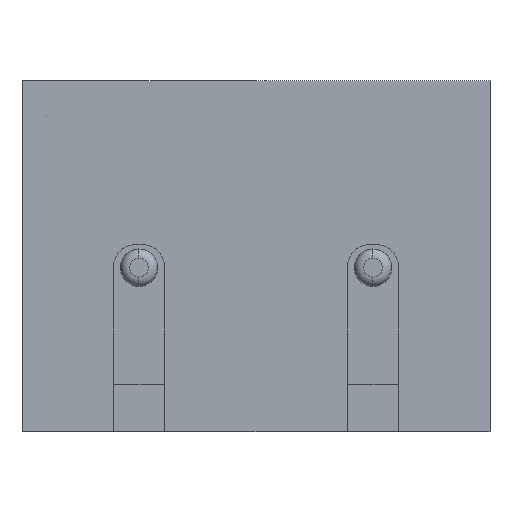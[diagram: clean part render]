
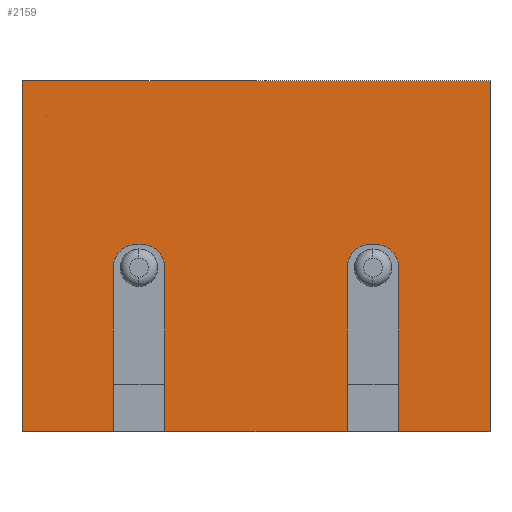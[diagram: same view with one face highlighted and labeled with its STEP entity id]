
A CAD part, front view. The second image highlights one B-rep face of the part: STEP entity #2159.
In plain terms, the highlighted planar face has unit normal (0, -1, 0).
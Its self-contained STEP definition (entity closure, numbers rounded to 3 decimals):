
#16 = CARTESIAN_POINT ( 'NONE',  ( 0., 0., -7.5 ) ) ;
#61 = DIRECTION ( 'NONE',  ( 0., 0., -1. ) ) ;
#78 = EDGE_CURVE ( 'NONE', #2374, #252, #2924, .T. ) ;
#114 = DIRECTION ( 'NONE',  ( 1., 0., 0. ) ) ;
#144 = CARTESIAN_POINT ( 'NONE',  ( 6.95, 0., -3.5 ) ) ;
#176 = CARTESIAN_POINT ( 'NONE',  ( 10., 0., 0. ) ) ;
#196 = ORIENTED_EDGE ( 'NONE', *, *, #1765, .F. ) ;
#197 = DIRECTION ( 'NONE',  ( 0., 0., 1. ) ) ;
#240 = DIRECTION ( 'NONE',  ( -1., 0., 0. ) ) ;
#252 = VERTEX_POINT ( 'NONE', #2853 ) ;
#282 = CARTESIAN_POINT ( 'NONE',  ( 2.45, 0., -4. ) ) ;
#283 = CARTESIAN_POINT ( 'NONE',  ( 8.05, 0., -7.5 ) ) ;
#298 = VECTOR ( 'NONE', #61, 1000. ) ;
#303 = LINE ( 'NONE', #2414, #1188 ) ;
#319 = CARTESIAN_POINT ( 'NONE',  ( 2.45, 0., -3.5 ) ) ;
#346 = DIRECTION ( 'NONE',  ( -1., 0., 0. ) ) ;
#384 = CARTESIAN_POINT ( 'NONE',  ( 3.05, 0., -3.5 ) ) ;
#423 = CARTESIAN_POINT ( 'NONE',  ( 1.95, 0., -3.5 ) ) ;
#428 = VECTOR ( 'NONE', #467, 1000. ) ;
#467 = DIRECTION ( 'NONE',  ( 0., 0., -1. ) ) ;
#502 = DIRECTION ( 'NONE',  ( -1., 0., 0. ) ) ;
#531 = ORIENTED_EDGE ( 'NONE', *, *, #3226, .F. ) ;
#540 = CARTESIAN_POINT ( 'NONE',  ( 7.45, 0., -3.5 ) ) ;
#631 = DIRECTION ( 'NONE',  ( 0., 0., 1. ) ) ;
#651 = ORIENTED_EDGE ( 'NONE', *, *, #2542, .T. ) ;
#657 = VECTOR ( 'NONE', #1392, 1000. ) ;
#699 = LINE ( 'NONE', #384, #2332 ) ;
#717 = PLANE ( 'NONE',  #2156 ) ;
#820 = VERTEX_POINT ( 'NONE', #3513 ) ;
#943 = CARTESIAN_POINT ( 'NONE',  ( 10., 0., 0. ) ) ;
#966 = ORIENTED_EDGE ( 'NONE', *, *, #3206, .T. ) ;
#1099 = ORIENTED_EDGE ( 'NONE', *, *, #1824, .T. ) ;
#1100 = VECTOR ( 'NONE', #240, 1000. ) ;
#1116 = FACE_OUTER_BOUND ( 'NONE', #1947, .T. ) ;
#1188 = VECTOR ( 'NONE', #2679, 1000. ) ;
#1203 = DIRECTION ( 'NONE',  ( 0., 0., -1. ) ) ;
#1212 = CARTESIAN_POINT ( 'NONE',  ( 10., 0., 0. ) ) ;
#1234 = ORIENTED_EDGE ( 'NONE', *, *, #78, .T. ) ;
#1282 = EDGE_CURVE ( 'NONE', #3304, #2631, #3305, .T. ) ;
#1285 = CARTESIAN_POINT ( 'NONE',  ( 7.45, 0., -4. ) ) ;
#1300 = AXIS2_PLACEMENT_3D ( 'NONE', #282, #1861, #1938 ) ;
#1301 = CARTESIAN_POINT ( 'NONE',  ( 2.55, 0., -3.5 ) ) ;
#1305 = DIRECTION ( 'NONE',  ( 0., 0., -1. ) ) ;
#1306 = LINE ( 'NONE', #2171, #657 ) ;
#1308 = VERTEX_POINT ( 'NONE', #2471 ) ;
#1329 = AXIS2_PLACEMENT_3D ( 'NONE', #1708, #2789, #631 ) ;
#1391 = CARTESIAN_POINT ( 'NONE',  ( 7.55, 0., -4. ) ) ;
#1392 = DIRECTION ( 'NONE',  ( 0., 0., -1. ) ) ;
#1478 = LINE ( 'NONE', #2310, #298 ) ;
#1497 = VECTOR ( 'NONE', #502, 1000. ) ;
#1598 = CARTESIAN_POINT ( 'NONE',  ( 8.05, 0., -4. ) ) ;
#1628 = LINE ( 'NONE', #176, #428 ) ;
#1647 = EDGE_CURVE ( 'NONE', #2088, #2738, #2676, .T. ) ;
#1708 = CARTESIAN_POINT ( 'NONE',  ( 2.55, 0., -4. ) ) ;
#1765 = EDGE_CURVE ( 'NONE', #2334, #2388, #3186, .T. ) ;
#1824 = EDGE_CURVE ( 'NONE', #3064, #3266, #3232, .T. ) ;
#1859 = ORIENTED_EDGE ( 'NONE', *, *, #3070, .T. ) ;
#1861 = DIRECTION ( 'NONE',  ( 0., 1., 0. ) ) ;
#1892 = VERTEX_POINT ( 'NONE', #540 ) ;
#1898 = CARTESIAN_POINT ( 'NONE',  ( 10., 0., -7.5 ) ) ;
#1938 = DIRECTION ( 'NONE',  ( 0., 0., 1. ) ) ;
#1941 = DIRECTION ( 'NONE',  ( 0., 1., 0. ) ) ;
#1947 = EDGE_LOOP ( 'NONE', ( #531, #966, #1859, #1099, #651, #2377, #2494, #2735, #2844, #2206, #3207, #3457, #3044, #1234, #2694, #196 ) ) ;
#1978 = AXIS2_PLACEMENT_3D ( 'NONE', #1285, #3178, #197 ) ;
#1994 = CARTESIAN_POINT ( 'NONE',  ( 0., 0., 0. ) ) ;
#2020 = VECTOR ( 'NONE', #114, 1000. ) ;
#2088 = VERTEX_POINT ( 'NONE', #1212 ) ;
#2102 = EDGE_CURVE ( 'NONE', #820, #2752, #2989, .T. ) ;
#2138 = VECTOR ( 'NONE', #1305, 1000. ) ;
#2156 = AXIS2_PLACEMENT_3D ( 'NONE', #943, #2625, #2369 ) ;
#2159 = ADVANCED_FACE ( 'NONE', ( #1116 ), #717, .F. ) ;
#2171 = CARTESIAN_POINT ( 'NONE',  ( 0., 0., 0. ) ) ;
#2206 = ORIENTED_EDGE ( 'NONE', *, *, #2916, .F. ) ;
#2310 = CARTESIAN_POINT ( 'NONE',  ( 3.05, 0., -3.5 ) ) ;
#2332 = VECTOR ( 'NONE', #346, 1000. ) ;
#2334 = VERTEX_POINT ( 'NONE', #3176 ) ;
#2368 = CIRCLE ( 'NONE', #1978, 0.5 ) ;
#2369 = DIRECTION ( 'NONE',  ( 0., 0., 1. ) ) ;
#2374 = VERTEX_POINT ( 'NONE', #1301 ) ;
#2377 = ORIENTED_EDGE ( 'NONE', *, *, #1282, .F. ) ;
#2388 = VERTEX_POINT ( 'NONE', #3184 ) ;
#2404 = CARTESIAN_POINT ( 'NONE',  ( 10., 0., -7.5 ) ) ;
#2414 = CARTESIAN_POINT ( 'NONE',  ( 8.05, 0., -3.5 ) ) ;
#2471 = CARTESIAN_POINT ( 'NONE',  ( 6.95, 0., -4. ) ) ;
#2487 = CIRCLE ( 'NONE', #1300, 0.5 ) ;
#2494 = ORIENTED_EDGE ( 'NONE', *, *, #3212, .F. ) ;
#2498 = LINE ( 'NONE', #2717, #3042 ) ;
#2542 = EDGE_CURVE ( 'NONE', #3266, #2631, #303, .T. ) ;
#2559 = AXIS2_PLACEMENT_3D ( 'NONE', #1391, #1941, #3535 ) ;
#2589 = VERTEX_POINT ( 'NONE', #16 ) ;
#2602 = VECTOR ( 'NONE', #3514, 1000. ) ;
#2625 = DIRECTION ( 'NONE',  ( 0., 1., 0. ) ) ;
#2631 = VERTEX_POINT ( 'NONE', #283 ) ;
#2642 = CARTESIAN_POINT ( 'NONE',  ( 6.95, 0., -3.5 ) ) ;
#2665 = CARTESIAN_POINT ( 'NONE',  ( 10., 0., -7.5 ) ) ;
#2676 = LINE ( 'NONE', #2966, #1497 ) ;
#2679 = DIRECTION ( 'NONE',  ( 0., 0., -1. ) ) ;
#2694 = ORIENTED_EDGE ( 'NONE', *, *, #2816, .T. ) ;
#2717 = CARTESIAN_POINT ( 'NONE',  ( 10., 0., -7.5 ) ) ;
#2735 = ORIENTED_EDGE ( 'NONE', *, *, #1647, .T. ) ;
#2738 = VERTEX_POINT ( 'NONE', #1994 ) ;
#2752 = VERTEX_POINT ( 'NONE', #3339 ) ;
#2778 = EDGE_CURVE ( 'NONE', #2374, #3412, #699, .T. ) ;
#2789 = DIRECTION ( 'NONE',  ( 0., 1., 0. ) ) ;
#2814 = VECTOR ( 'NONE', #1203, 1000. ) ;
#2816 = EDGE_CURVE ( 'NONE', #252, #2388, #1478, .T. ) ;
#2844 = ORIENTED_EDGE ( 'NONE', *, *, #2886, .T. ) ;
#2853 = CARTESIAN_POINT ( 'NONE',  ( 3.05, 0., -4. ) ) ;
#2886 = EDGE_CURVE ( 'NONE', #2738, #2589, #1306, .T. ) ;
#2916 = EDGE_CURVE ( 'NONE', #2752, #2589, #2498, .T. ) ;
#2924 = CIRCLE ( 'NONE', #1329, 0.5 ) ;
#2948 = LINE ( 'NONE', #2642, #2138 ) ;
#2966 = CARTESIAN_POINT ( 'NONE',  ( 10., 0., 0. ) ) ;
#2980 = DIRECTION ( 'NONE',  ( -1., 0., 0. ) ) ;
#2989 = LINE ( 'NONE', #423, #2814 ) ;
#3042 = VECTOR ( 'NONE', #2980, 1000. ) ;
#3044 = ORIENTED_EDGE ( 'NONE', *, *, #2778, .F. ) ;
#3064 = VERTEX_POINT ( 'NONE', #3105 ) ;
#3070 = EDGE_CURVE ( 'NONE', #1892, #3064, #3074, .T. ) ;
#3074 = LINE ( 'NONE', #144, #2020 ) ;
#3105 = CARTESIAN_POINT ( 'NONE',  ( 7.55, 0., -3.5 ) ) ;
#3176 = CARTESIAN_POINT ( 'NONE',  ( 6.95, 0., -7.5 ) ) ;
#3178 = DIRECTION ( 'NONE',  ( 0., 1., 0. ) ) ;
#3184 = CARTESIAN_POINT ( 'NONE',  ( 3.05, 0., -7.5 ) ) ;
#3186 = LINE ( 'NONE', #2404, #2602 ) ;
#3206 = EDGE_CURVE ( 'NONE', #1308, #1892, #2368, .T. ) ;
#3207 = ORIENTED_EDGE ( 'NONE', *, *, #2102, .F. ) ;
#3212 = EDGE_CURVE ( 'NONE', #2088, #3304, #1628, .T. ) ;
#3226 = EDGE_CURVE ( 'NONE', #1308, #2334, #2948, .T. ) ;
#3232 = CIRCLE ( 'NONE', #2559, 0.5 ) ;
#3266 = VERTEX_POINT ( 'NONE', #1598 ) ;
#3304 = VERTEX_POINT ( 'NONE', #2665 ) ;
#3305 = LINE ( 'NONE', #1898, #1100 ) ;
#3335 = EDGE_CURVE ( 'NONE', #820, #3412, #2487, .T. ) ;
#3339 = CARTESIAN_POINT ( 'NONE',  ( 1.95, 0., -7.5 ) ) ;
#3412 = VERTEX_POINT ( 'NONE', #319 ) ;
#3457 = ORIENTED_EDGE ( 'NONE', *, *, #3335, .T. ) ;
#3513 = CARTESIAN_POINT ( 'NONE',  ( 1.95, 0., -4. ) ) ;
#3514 = DIRECTION ( 'NONE',  ( -1., 0., 0. ) ) ;
#3535 = DIRECTION ( 'NONE',  ( 0., 0., 1. ) ) ;
